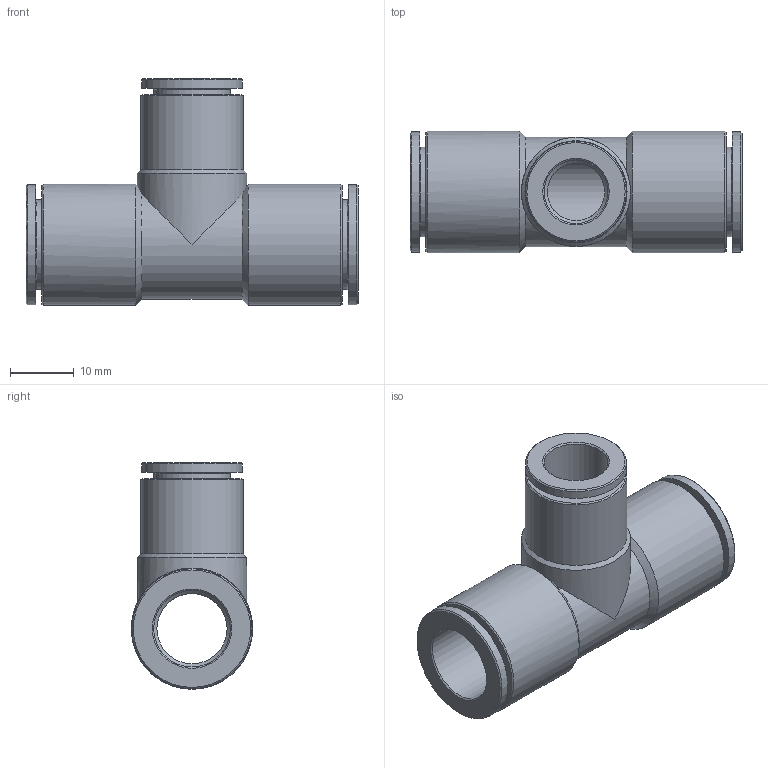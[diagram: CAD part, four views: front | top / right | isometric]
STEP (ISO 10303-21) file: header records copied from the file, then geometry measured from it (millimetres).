
FILE_DESCRIPTION(/* description */ ('STEP AP214'),/* implementation_level */ '2;1');
FILE_NAME(/* name */ '578389_NPQH-T-Q12-Q10-P10',/* time_stamp */ '2024-09-13T05:34:37+02:00',/* author */ ('License CC BY-ND 4.0'),/* organization */ ('CADENAS'),/* preprocessor_version */ 'ST-DEVELOPER v19.3',/* originating_system */ 'PARTsolutions',/* authorisation */ ' ');
FILE_SCHEMA (('AUTOMOTIVE_DESIGN {1 0 10303 214 3 1 1}'));
Length unit declared in the file: millimetre
Products named in the file (1): 578389 NPQH-T-Q12-Q10-P10
Bounding box: 52 x 19 x 35.5 mm (x, y, z)
Volume: 10083.8 mm3; surface area: 7362.7 mm2
Topology: 1 solids, 1 shells, 43 faces, 86 edges, 51 vertices
Faces by surface type: cone 18, cylinder 16, plane 9
Full cylindrical faces by diameter (mm): 9 x1, 10 x1, 11 x1, 12 x3, 14 x2, 15.8 x1, 16 x1, 17.1 x1, 18.8 x2, 19 x2
Entity records: 979 total; most frequent: DIRECTION 180, CARTESIAN_POINT 174, ORIENTED_EDGE 98, AXIS2_PLACEMENT_3D 90, EDGE_LOOP 86, FACE_BOUND 86, EDGE_CURVE 49, VERTEX_POINT 47
